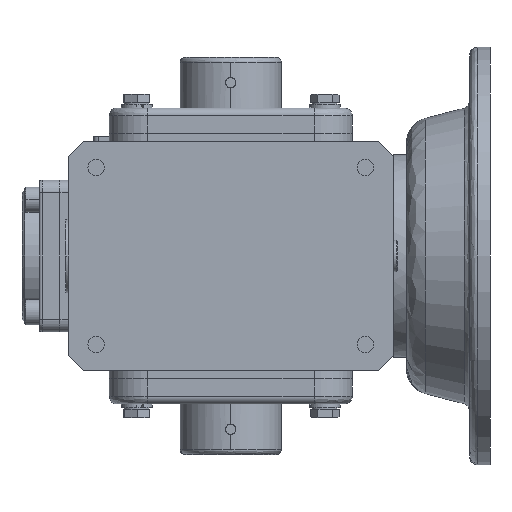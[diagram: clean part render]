
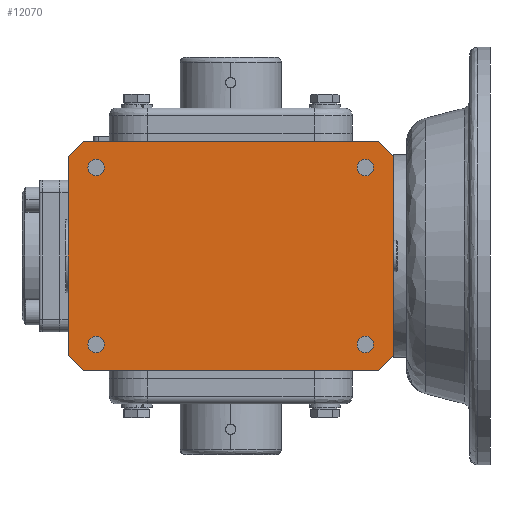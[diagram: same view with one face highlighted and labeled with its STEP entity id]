
A CAD part, front view. The second image highlights one B-rep face of the part: STEP entity #12070.
In plain terms, the highlighted planar face has unit normal (0, -1, 0).
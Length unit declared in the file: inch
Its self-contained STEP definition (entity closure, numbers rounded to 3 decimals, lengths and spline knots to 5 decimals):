
#47 = VERTEX_POINT ( 'NONE', #9735 ) ;
#360 = EDGE_CURVE ( 'NONE', #3036, #1251, #14265, .T. ) ;
#798 = DIRECTION ( 'NONE',  ( 0., 0., -1. ) ) ;
#977 = CIRCLE ( 'NONE', #14595, 0.1285 ) ;
#1223 = FACE_BOUND ( 'NONE', #8711, .T. ) ;
#1251 = VERTEX_POINT ( 'NONE', #15640 ) ;
#1438 = AXIS2_PLACEMENT_3D ( 'NONE', #22598, #11762, #798 ) ;
#1454 = EDGE_CURVE ( 'NONE', #4628, #47, #18194, .T. ) ;
#1488 = EDGE_LOOP ( 'NONE', ( #13996, #22632 ) ) ;
#1517 = LINE ( 'NONE', #9616, #15542 ) ;
#1608 = CARTESIAN_POINT ( 'NONE',  ( -2.09409, -2.06181, -1.375 ) ) ;
#1677 = CARTESIAN_POINT ( 'NONE',  ( -2.52953, -2.06181, 1.98819 ) ) ;
#1968 = VERTEX_POINT ( 'NONE', #14282 ) ;
#2530 = DIRECTION ( 'NONE',  ( 0., 1., 0. ) ) ;
#2753 = CARTESIAN_POINT ( 'NONE',  ( 2.09409, -2.06181, 1.2465 ) ) ;
#2912 = CARTESIAN_POINT ( 'NONE',  ( -2.09409, -2.06181, -1.375 ) ) ;
#2942 = EDGE_CURVE ( 'NONE', #23336, #3036, #7314, .T. ) ;
#3036 = VERTEX_POINT ( 'NONE', #16733 ) ;
#3176 = LINE ( 'NONE', #3977, #12932 ) ;
#3415 = DIRECTION ( 'NONE',  ( 0.707, 0., 0.707 ) ) ;
#3426 = VERTEX_POINT ( 'NONE', #2753 ) ;
#3435 = DIRECTION ( 'NONE',  ( 0., 0., -1. ) ) ;
#3645 = VECTOR ( 'NONE', #12201, 39.37008 ) ;
#3683 = AXIS2_PLACEMENT_3D ( 'NONE', #13494, #2530, #15330 ) ;
#3977 = CARTESIAN_POINT ( 'NONE',  ( -2.52953, -2.06181, 1.98819 ) ) ;
#4473 = CARTESIAN_POINT ( 'NONE',  ( 2.09409, -2.06181, 1.375 ) ) ;
#4557 = ORIENTED_EDGE ( 'NONE', *, *, #12949, .T. ) ;
#4624 = ORIENTED_EDGE ( 'NONE', *, *, #360, .T. ) ;
#4628 = VERTEX_POINT ( 'NONE', #8651 ) ;
#4754 = DIRECTION ( 'NONE',  ( 0., 0., -1. ) ) ;
#4776 = VERTEX_POINT ( 'NONE', #21712 ) ;
#5007 = VERTEX_POINT ( 'NONE', #20924 ) ;
#5017 = ORIENTED_EDGE ( 'NONE', *, *, #1454, .T. ) ;
#5408 = AXIS2_PLACEMENT_3D ( 'NONE', #4473, #17246, #6297 ) ;
#5423 = CARTESIAN_POINT ( 'NONE',  ( 2.09409, -2.06181, -1.375 ) ) ;
#5519 = CARTESIAN_POINT ( 'NONE',  ( 2.09409, -2.06181, -1.5035 ) ) ;
#5585 = VERTEX_POINT ( 'NONE', #5519 ) ;
#5815 = DIRECTION ( 'NONE',  ( 0., 0., -1. ) ) ;
#6073 = FACE_BOUND ( 'NONE', #6633, .T. ) ;
#6132 = AXIS2_PLACEMENT_3D ( 'NONE', #2912, #15705, #4754 ) ;
#6297 = DIRECTION ( 'NONE',  ( 0., 0., -1. ) ) ;
#6633 = EDGE_LOOP ( 'NONE', ( #21451, #20762 ) ) ;
#6652 = FACE_BOUND ( 'NONE', #19733, .T. ) ;
#6966 = VECTOR ( 'NONE', #3415, 39.37008 ) ;
#7187 = DIRECTION ( 'NONE',  ( 1., 0., 0. ) ) ;
#7222 = CIRCLE ( 'NONE', #13358, 0.1285 ) ;
#7278 = LINE ( 'NONE', #14935, #17022 ) ;
#7281 = DIRECTION ( 'NONE',  ( 0., 0., -1. ) ) ;
#7314 = LINE ( 'NONE', #9229, #17588 ) ;
#7577 = CARTESIAN_POINT ( 'NONE',  ( -2.09409, -2.06181, 1.375 ) ) ;
#7679 = CARTESIAN_POINT ( 'NONE',  ( -2.52953, -2.06181, 1.54528 ) ) ;
#8332 = ORIENTED_EDGE ( 'NONE', *, *, #8892, .T. ) ;
#8474 = CARTESIAN_POINT ( 'NONE',  ( 2.09409, -2.06181, 1.375 ) ) ;
#8575 = CARTESIAN_POINT ( 'NONE',  ( -2.09409, -2.06181, 1.2465 ) ) ;
#8624 = ORIENTED_EDGE ( 'NONE', *, *, #22432, .T. ) ;
#8651 = CARTESIAN_POINT ( 'NONE',  ( -2.52953, -2.06181, -1.54528 ) ) ;
#8670 = CIRCLE ( 'NONE', #3683, 0.1285 ) ;
#8711 = EDGE_LOOP ( 'NONE', ( #8624, #15718 ) ) ;
#8892 = EDGE_CURVE ( 'NONE', #1968, #15799, #19583, .T. ) ;
#9229 = CARTESIAN_POINT ( 'NONE',  ( 2.52953, -2.06181, 1.54528 ) ) ;
#9422 = DIRECTION ( 'NONE',  ( 0., 0., -1. ) ) ;
#9508 = DIRECTION ( 'NONE',  ( 0., 0., 1. ) ) ;
#9616 = CARTESIAN_POINT ( 'NONE',  ( -2.29331, -2.06181, 1.7815 ) ) ;
#9735 = CARTESIAN_POINT ( 'NONE',  ( -2.29331, -2.06181, -1.7815 ) ) ;
#9812 = EDGE_LOOP ( 'NONE', ( #20086, #5017, #4557, #15832, #14405, #16877, #4624, #20601 ) ) ;
#10064 = VERTEX_POINT ( 'NONE', #12129 ) ;
#10306 = DIRECTION ( 'NONE',  ( 0., 0., -1. ) ) ;
#10630 = VECTOR ( 'NONE', #15182, 39.37008 ) ;
#10685 = EDGE_CURVE ( 'NONE', #4776, #23336, #7278, .T. ) ;
#11128 = CARTESIAN_POINT ( 'NONE',  ( -2.09409, -2.06181, -1.2465 ) ) ;
#11156 = EDGE_CURVE ( 'NONE', #10064, #3426, #977, .T. ) ;
#11549 = FACE_OUTER_BOUND ( 'NONE', #9812, .T. ) ;
#11762 = DIRECTION ( 'NONE',  ( 0., 1., 0. ) ) ;
#11776 = DIRECTION ( 'NONE',  ( -1., 0., 0. ) ) ;
#11885 = LINE ( 'NONE', #12482, #6966 ) ;
#12015 = EDGE_CURVE ( 'NONE', #22300, #18690, #7222, .T. ) ;
#12070 = ADVANCED_FACE ( 'NONE', ( #11549, #6073, #6652, #15802, #1223 ), #12649, .T. ) ;
#12073 = EDGE_CURVE ( 'NONE', #21943, #5585, #20041, .T. ) ;
#12129 = CARTESIAN_POINT ( 'NONE',  ( 2.09409, -2.06181, 1.5035 ) ) ;
#12147 = CARTESIAN_POINT ( 'NONE',  ( -2.52953, -2.06181, 1.7815 ) ) ;
#12201 = DIRECTION ( 'NONE',  ( 0.707, 0., -0.707 ) ) ;
#12482 = CARTESIAN_POINT ( 'NONE',  ( 2.29331, -2.06181, -1.7815 ) ) ;
#12551 = CARTESIAN_POINT ( 'NONE',  ( -2.52953, -2.06181, -1.54528 ) ) ;
#12649 = PLANE ( 'NONE',  #19380 ) ;
#12932 = VECTOR ( 'NONE', #5815, 39.37008 ) ;
#12949 = EDGE_CURVE ( 'NONE', #47, #5007, #15481, .T. ) ;
#13358 = AXIS2_PLACEMENT_3D ( 'NONE', #1608, #14406, #3435 ) ;
#13377 = CARTESIAN_POINT ( 'NONE',  ( -2.52953, -2.06181, -1.7815 ) ) ;
#13494 = CARTESIAN_POINT ( 'NONE',  ( -2.09409, -2.06181, 1.375 ) ) ;
#13996 = ORIENTED_EDGE ( 'NONE', *, *, #20755, .T. ) ;
#14192 = EDGE_CURVE ( 'NONE', #5007, #4776, #11885, .T. ) ;
#14265 = LINE ( 'NONE', #12147, #18514 ) ;
#14282 = CARTESIAN_POINT ( 'NONE',  ( -2.09409, -2.06181, 1.5035 ) ) ;
#14405 = ORIENTED_EDGE ( 'NONE', *, *, #10685, .T. ) ;
#14406 = DIRECTION ( 'NONE',  ( 0., 1., 0. ) ) ;
#14595 = AXIS2_PLACEMENT_3D ( 'NONE', #8474, #21161, #10306 ) ;
#14935 = CARTESIAN_POINT ( 'NONE',  ( 2.52953, -2.06181, 1.98819 ) ) ;
#15182 = DIRECTION ( 'NONE',  ( 1., 0., 0. ) ) ;
#15330 = DIRECTION ( 'NONE',  ( 0., 0., -1. ) ) ;
#15481 = LINE ( 'NONE', #13377, #10630 ) ;
#15499 = CARTESIAN_POINT ( 'NONE',  ( 2.09409, -2.06181, -1.2465 ) ) ;
#15542 = VECTOR ( 'NONE', #22299, 39.37008 ) ;
#15640 = CARTESIAN_POINT ( 'NONE',  ( -2.29331, -2.06181, 1.7815 ) ) ;
#15705 = DIRECTION ( 'NONE',  ( 0., 1., 0. ) ) ;
#15718 = ORIENTED_EDGE ( 'NONE', *, *, #12073, .T. ) ;
#15799 = VERTEX_POINT ( 'NONE', #8575 ) ;
#15802 = FACE_BOUND ( 'NONE', #1488, .T. ) ;
#15832 = ORIENTED_EDGE ( 'NONE', *, *, #14192, .T. ) ;
#16043 = VERTEX_POINT ( 'NONE', #7679 ) ;
#16434 = EDGE_CURVE ( 'NONE', #15799, #1968, #8670, .T. ) ;
#16501 = EDGE_CURVE ( 'NONE', #18690, #22300, #22034, .T. ) ;
#16733 = CARTESIAN_POINT ( 'NONE',  ( 2.29331, -2.06181, 1.7815 ) ) ;
#16877 = ORIENTED_EDGE ( 'NONE', *, *, #2942, .T. ) ;
#17022 = VECTOR ( 'NONE', #9508, 39.37008 ) ;
#17246 = DIRECTION ( 'NONE',  ( 0., 1., 0. ) ) ;
#17345 = CIRCLE ( 'NONE', #1438, 0.1285 ) ;
#17588 = VECTOR ( 'NONE', #20122, 39.37008 ) ;
#18120 = DIRECTION ( 'NONE',  ( 0., -1., 0. ) ) ;
#18194 = LINE ( 'NONE', #12551, #3645 ) ;
#18201 = DIRECTION ( 'NONE',  ( 0., 1., 0. ) ) ;
#18428 = ORIENTED_EDGE ( 'NONE', *, *, #16434, .T. ) ;
#18514 = VECTOR ( 'NONE', #11776, 39.37008 ) ;
#18690 = VERTEX_POINT ( 'NONE', #23396 ) ;
#19380 = AXIS2_PLACEMENT_3D ( 'NONE', #1677, #18120, #7187 ) ;
#19583 = CIRCLE ( 'NONE', #21075, 0.1285 ) ;
#19733 = EDGE_LOOP ( 'NONE', ( #18428, #8332 ) ) ;
#20041 = CIRCLE ( 'NONE', #20616, 0.1285 ) ;
#20086 = ORIENTED_EDGE ( 'NONE', *, *, #22363, .T. ) ;
#20122 = DIRECTION ( 'NONE',  ( -0.707, 0., 0.707 ) ) ;
#20291 = DIRECTION ( 'NONE',  ( 0., 1., 0. ) ) ;
#20601 = ORIENTED_EDGE ( 'NONE', *, *, #20620, .T. ) ;
#20616 = AXIS2_PLACEMENT_3D ( 'NONE', #5423, #18201, #7281 ) ;
#20620 = EDGE_CURVE ( 'NONE', #1251, #16043, #1517, .T. ) ;
#20755 = EDGE_CURVE ( 'NONE', #3426, #10064, #23414, .T. ) ;
#20762 = ORIENTED_EDGE ( 'NONE', *, *, #12015, .T. ) ;
#20924 = CARTESIAN_POINT ( 'NONE',  ( 2.29331, -2.06181, -1.7815 ) ) ;
#21075 = AXIS2_PLACEMENT_3D ( 'NONE', #7577, #20291, #9422 ) ;
#21161 = DIRECTION ( 'NONE',  ( 0., 1., 0. ) ) ;
#21281 = CARTESIAN_POINT ( 'NONE',  ( 2.52953, -2.06181, 1.54528 ) ) ;
#21451 = ORIENTED_EDGE ( 'NONE', *, *, #16501, .T. ) ;
#21712 = CARTESIAN_POINT ( 'NONE',  ( 2.52953, -2.06181, -1.54528 ) ) ;
#21943 = VERTEX_POINT ( 'NONE', #15499 ) ;
#22034 = CIRCLE ( 'NONE', #6132, 0.1285 ) ;
#22299 = DIRECTION ( 'NONE',  ( -0.707, 0., -0.707 ) ) ;
#22300 = VERTEX_POINT ( 'NONE', #11128 ) ;
#22363 = EDGE_CURVE ( 'NONE', #16043, #4628, #3176, .T. ) ;
#22432 = EDGE_CURVE ( 'NONE', #5585, #21943, #17345, .T. ) ;
#22598 = CARTESIAN_POINT ( 'NONE',  ( 2.09409, -2.06181, -1.375 ) ) ;
#22632 = ORIENTED_EDGE ( 'NONE', *, *, #11156, .T. ) ;
#23336 = VERTEX_POINT ( 'NONE', #21281 ) ;
#23396 = CARTESIAN_POINT ( 'NONE',  ( -2.09409, -2.06181, -1.5035 ) ) ;
#23414 = CIRCLE ( 'NONE', #5408, 0.1285 ) ;
